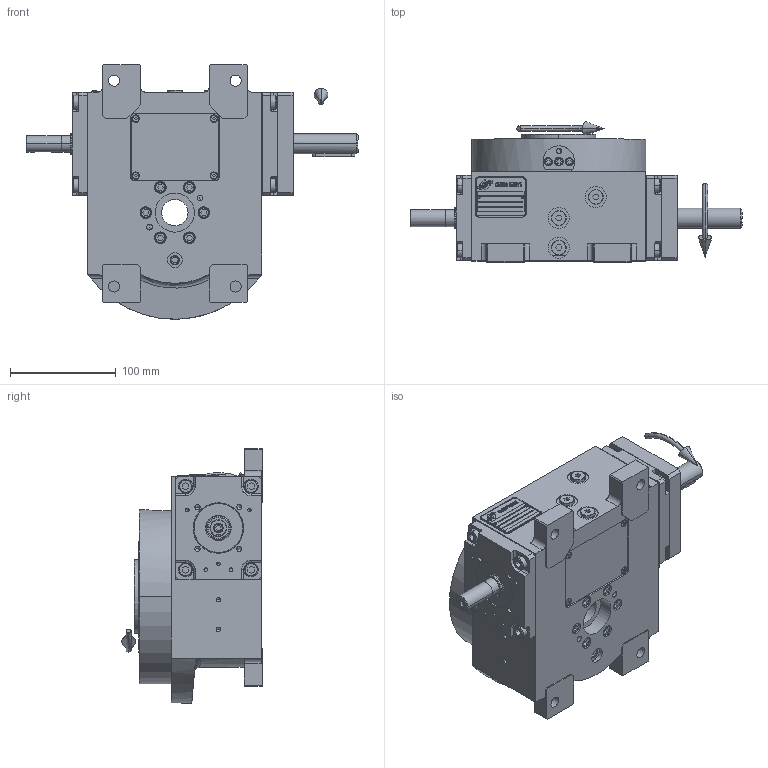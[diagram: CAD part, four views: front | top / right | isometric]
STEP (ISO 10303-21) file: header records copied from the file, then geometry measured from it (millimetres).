
FILE_DESCRIPTION (( 'STEP AP203' ), '1' );
FILE_NAME ('PC5000858.step', '2026-01-27T08:24:00', ( '' ), ( '' ), 'SwSTEP 2.0', 'SolidWorks 2020', '' );
FILE_SCHEMA (( 'CONFIG_CONTROL_DESIGN' ));
Length unit declared in the file: millimetre
Products named in the file (83): cfn2000_01_129; AS_cfn2476_01_001_48x38; cfn2276_01_065; rig04_003_8; CFN2356_03_051.stp; cfn2077_01_018; PC5000858; cfn2000_01_147; AS_rig04_004_s_002; cfn2115_02_213; cfn2003_01_063; AS_rig04_015; cfn2151_01_162; cfn2000_01_151; CFN2104_02_017.stp; cfn2155_01_186; rig04_014_s_001; cfn2128_04_011; CFN2000_01_185.stp; RIG06_021_AF0.stp; cfn2000_01_161; AS_rig04_014_s_001; cfn2155_01_055; rig04_004_s_002; rig04_071_8_m.stp; cfn2128_05_006; rig04_004_s_001; rig04_004; CFN2010_02_002.stp; cfn2070_05_001; cfn2151_01_092; CFN2203_02_001.stp; rig04_002_bl_004; freccia_angolare; cfn2115_02_182; cfn2104_01_016; AS_rig04_004_s_001; CFN2155_01_007.stp; rig04_015; cfn2205_01_012 ...
Assembly tree (75 placements, depth 5):
  cfn2276_01_065
  CFN2356_03_051.stp
  cfn2077_01_018
  PC5000858
    rig04_001_a_001
    AS_cfn2476_01_001_48x38
      cfn2476_01_001_48x38
      cfn2107_01_001
      cfn2107_01_001
    AS_rig04_071_8_m
      rig04_071_8_m.stp
        RIG04_005_ASM.stp
          RIG04_005_AF0.stp
          RIG06_021_AF0.stp
          CFN2000_01_185.stp
          CFN2000_01_185.stp
          CFN2104_02_017.stp
        CFN2155_01_007.stp
        CFN2010_02_002.stp
      rig04_003_8
      cfn2000_01_147
      cfn2000_01_147
      cfn2000_01_147
      cfn2000_01_147
      cfn2000_01_147
      cfn2000_01_147
      cfn2000_01_147
      cfn2000_01_147
      cfn2104_01_016  x2
    AS_rig04_014_s_001
      rig04_014_s_001
      cfn2000_01_151
      cfn2000_01_151
      cfn2000_01_151
      cfn2000_01_151
      cfn2000_01_151
      cfn2000_01_151
      cfn2155_01_186
    AS_rig04_004_s_002
      rig04_004_s_002
      cfn2155_01_038
      cfn2070_05_001
      cfn2000_01_129
      cfn2000_01_129  x2
      cfn2000_01_129
    AS_rig04_004
      rig04_004
      cfn2155_01_055
      cfn2070_05_001
      cfn2000_01_129  x2
      cfn2000_01_129
      cfn2000_01_129
    AS_rig04_002_bl_004
      rig04_002_bl_004
      cfn2115_02_182
    AS_rig04_004_s_001
      rig04_004_s_001
      cfn2000_01_129
      cfn2000_01_129
      cfn2000_01_129  x2
Bounding box: 314.5 x 133 x 241 mm (x, y, z)
Volume: 1419316.8 mm3; surface area: 446972.8 mm2
Topology: 78 solids, 78 shells, 2200 faces, 5332 edges, 3420 vertices
Faces by surface type: plane 1133, cylinder 681, cone 367, torus 12, sphere 6, bspline 1
Entity records: 72131 total; most frequent: CARTESIAN_POINT 13507, DIRECTION 10587, ORIENTED_EDGE 10070, EDGE_CURVE 5035, AXIS2_PLACEMENT_3D 3660, VERTEX_POINT 3275, VECTOR 3267, LINE 3267
